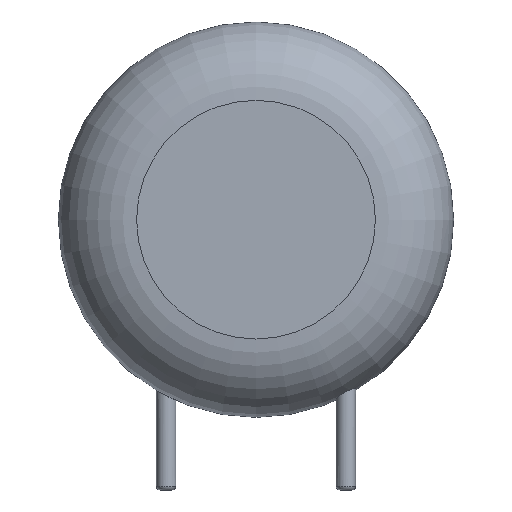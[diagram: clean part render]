
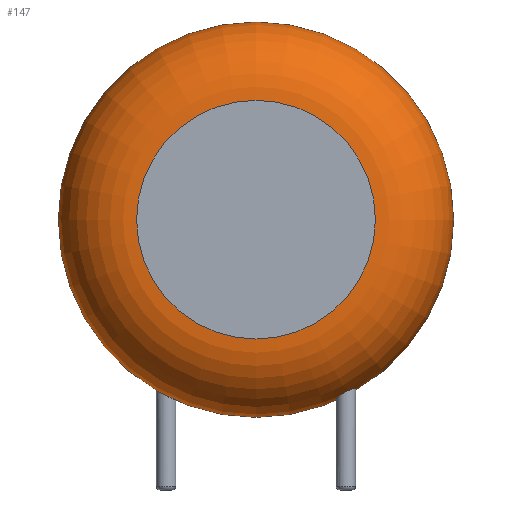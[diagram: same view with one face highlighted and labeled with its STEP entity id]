
A CAD part, front view. The second image highlights one B-rep face of the part: STEP entity #147.
In plain terms, the highlighted toroidal (fillet/blend) face has major radius 4.982 mm and minor radius 3.268 mm.
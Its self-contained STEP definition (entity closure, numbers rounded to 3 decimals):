
#24 = VERTEX_POINT('',#25);
#25 = CARTESIAN_POINT('',(12.,-0.732,8.28));
#31 = EDGE_CURVE('',#24,#24,#32,.T.);
#32 = CIRCLE('',#33,8.25);
#33 = AXIS2_PLACEMENT_3D('',#34,#35,#36);
#34 = CARTESIAN_POINT('',(3.75,-0.732,8.28));
#35 = DIRECTION('',(0.,-1.,0.));
#36 = DIRECTION('',(1.,0.,0.));
#147 = ADVANCED_FACE('',(#148,#168),#239,.T.);
#148 = FACE_BOUND('',#149,.T.);
#149 = EDGE_LOOP('',(#150,#151,#160,#167));
#150 = ORIENTED_EDGE('',*,*,#31,.T.);
#151 = ORIENTED_EDGE('',*,*,#152,.T.);
#152 = EDGE_CURVE('',#24,#153,#155,.T.);
#153 = VERTEX_POINT('',#154);
#154 = CARTESIAN_POINT('',(8.732,-4.,8.28));
#155 = CIRCLE('',#156,3.268);
#156 = AXIS2_PLACEMENT_3D('',#157,#158,#159);
#157 = CARTESIAN_POINT('',(8.732,-0.732,8.28));
#158 = DIRECTION('',(0.,0.,-1.));
#159 = DIRECTION('',(1.,0.,0.));
#160 = ORIENTED_EDGE('',*,*,#161,.F.);
#161 = EDGE_CURVE('',#153,#153,#162,.T.);
#162 = CIRCLE('',#163,4.982);
#163 = AXIS2_PLACEMENT_3D('',#164,#165,#166);
#164 = CARTESIAN_POINT('',(3.75,-4.,8.28));
#165 = DIRECTION('',(0.,-1.,0.));
#166 = DIRECTION('',(1.,0.,0.));
#167 = ORIENTED_EDGE('',*,*,#152,.F.);
#168 = FACE_BOUND('',#169,.T.);
#169 = EDGE_LOOP('',(#170,#199));
#170 = ORIENTED_EDGE('',*,*,#171,.T.);
#171 = EDGE_CURVE('',#172,#174,#176,.T.);
#172 = VERTEX_POINT('',#173);
#173 = CARTESIAN_POINT('',(7.905,-1.3,1.21));
#174 = VERTEX_POINT('',#175);
#175 = CARTESIAN_POINT('',(7.161,-1.078,0.788
));
#176 = B_SPLINE_CURVE_WITH_KNOTS('',6,(#177,#178,#179,#180,#181,#182,
#183,#184,#185,#186,#187,#188,#189,#190,#191,#192,#193,#194,#195,
#196,#197,#198),.UNSPECIFIED.,.F.,.F.,(7,5,5,5,7),(0.,0.172
,0.498,0.816,1.),.UNSPECIFIED.);
#177 = CARTESIAN_POINT('',(7.905,-1.3,1.21));
#178 = CARTESIAN_POINT('',(7.905,-1.27,1.204));
#179 = CARTESIAN_POINT('',(7.902,-1.24,1.197
));
#180 = CARTESIAN_POINT('',(7.897,-1.21,1.188
));
#181 = CARTESIAN_POINT('',(7.889,-1.181,1.179)
);
#182 = CARTESIAN_POINT('',(7.879,-1.153,1.169
));
#183 = CARTESIAN_POINT('',(7.842,-1.075,1.136
));
#184 = CARTESIAN_POINT('',(7.809,-1.028,1.112
));
#185 = CARTESIAN_POINT('',(7.769,-0.988,1.086
));
#186 = CARTESIAN_POINT('',(7.723,-0.954,1.058
));
#187 = CARTESIAN_POINT('',(7.672,-0.929,1.028
));
#188 = CARTESIAN_POINT('',(7.567,-0.897,0.97)
);
#189 = CARTESIAN_POINT('',(7.512,-0.889,0.942)
);
#190 = CARTESIAN_POINT('',(7.456,-0.891,0.913
));
#191 = CARTESIAN_POINT('',(7.401,-0.901,0.887
));
#192 = CARTESIAN_POINT('',(7.349,-0.92,0.862
));
#193 = CARTESIAN_POINT('',(7.273,-0.963,0.829
));
#194 = CARTESIAN_POINT('',(7.247,-0.981,0.818
));
#195 = CARTESIAN_POINT('',(7.222,-1.002,0.808
));
#196 = CARTESIAN_POINT('',(7.199,-1.026,0.8)
);
#197 = CARTESIAN_POINT('',(7.179,-1.051,0.793
));
#198 = CARTESIAN_POINT('',(7.161,-1.078,0.788
));
#199 = ORIENTED_EDGE('',*,*,#200,.T.);
#200 = EDGE_CURVE('',#174,#172,#201,.T.);
#201 = B_SPLINE_CURVE_WITH_KNOTS('',8,(#202,#203,#204,#205,#206,#207,
#208,#209,#210,#211,#212,#213,#214,#215,#216,#217,#218,#219,#220,
#221,#222,#223,#224,#225,#226,#227,#228,#229,#230,#231,#232,#233,
#234,#235,#236,#237,#238),.UNSPECIFIED.,.F.,.F.,(9,7,7,7,7,9),(0.,
0.081,0.265,0.453,0.823,1.),
.UNSPECIFIED.);
#202 = CARTESIAN_POINT('',(7.161,-1.078,0.788
));
#203 = CARTESIAN_POINT('',(7.153,-1.091,0.786
));
#204 = CARTESIAN_POINT('',(7.145,-1.104,0.784
));
#205 = CARTESIAN_POINT('',(7.138,-1.118,0.783
));
#206 = CARTESIAN_POINT('',(7.131,-1.132,0.781)
);
#207 = CARTESIAN_POINT('',(7.125,-1.146,0.781)
);
#208 = CARTESIAN_POINT('',(7.119,-1.161,0.78)
);
#209 = CARTESIAN_POINT('',(7.114,-1.175,0.78)
);
#210 = CARTESIAN_POINT('',(7.101,-1.224,0.782
));
#211 = CARTESIAN_POINT('',(7.094,-1.259,0.785
));
#212 = CARTESIAN_POINT('',(7.092,-1.294,0.79)
);
#213 = CARTESIAN_POINT('',(7.093,-1.33,0.797
));
#214 = CARTESIAN_POINT('',(7.097,-1.365,0.807)
);
#215 = CARTESIAN_POINT('',(7.105,-1.399,0.818
));
#216 = CARTESIAN_POINT('',(7.116,-1.432,0.831
));
#217 = CARTESIAN_POINT('',(7.144,-1.496,0.86
));
#218 = CARTESIAN_POINT('',(7.161,-1.526,0.876
));
#219 = CARTESIAN_POINT('',(7.181,-1.555,0.893
));
#220 = CARTESIAN_POINT('',(7.204,-1.582,0.912)
);
#221 = CARTESIAN_POINT('',(7.23,-1.606,0.931
));
#222 = CARTESIAN_POINT('',(7.257,-1.627,0.951
));
#223 = CARTESIAN_POINT('',(7.286,-1.646,0.971
));
#224 = CARTESIAN_POINT('',(7.378,-1.692,1.031
));
#225 = CARTESIAN_POINT('',(7.444,-1.711,1.071)
);
#226 = CARTESIAN_POINT('',(7.515,-1.717,1.11)
);
#227 = CARTESIAN_POINT('',(7.586,-1.71,1.145
));
#228 = CARTESIAN_POINT('',(7.655,-1.689,1.175
));
#229 = CARTESIAN_POINT('',(7.718,-1.654,1.198
));
#230 = CARTESIAN_POINT('',(7.773,-1.607,1.214
));
#231 = CARTESIAN_POINT('',(7.839,-1.525,1.227
));
#232 = CARTESIAN_POINT('',(7.857,-1.496,1.229
));
#233 = CARTESIAN_POINT('',(7.873,-1.466,1.23
));
#234 = CARTESIAN_POINT('',(7.886,-1.434,1.229
));
#235 = CARTESIAN_POINT('',(7.895,-1.401,1.227)
);
#236 = CARTESIAN_POINT('',(7.902,-1.368,1.223
));
#237 = CARTESIAN_POINT('',(7.905,-1.334,1.217));
#238 = CARTESIAN_POINT('',(7.905,-1.3,1.21));
#239 = TOROIDAL_SURFACE('',#240,4.982,3.268);
#240 = AXIS2_PLACEMENT_3D('',#241,#242,#243);
#241 = CARTESIAN_POINT('',(3.75,-0.732,8.28));
#242 = DIRECTION('',(0.,-1.,0.));
#243 = DIRECTION('',(1.,0.,0.));
